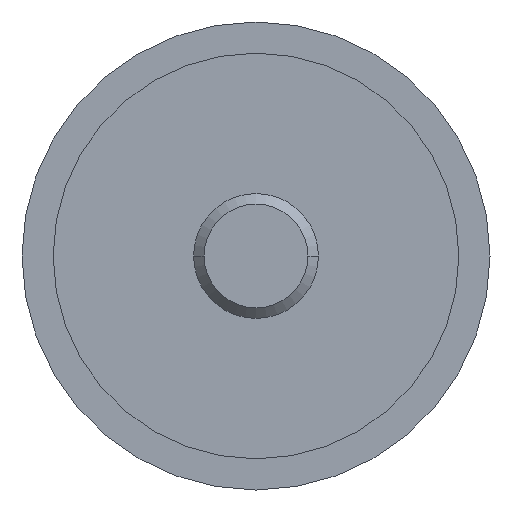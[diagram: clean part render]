
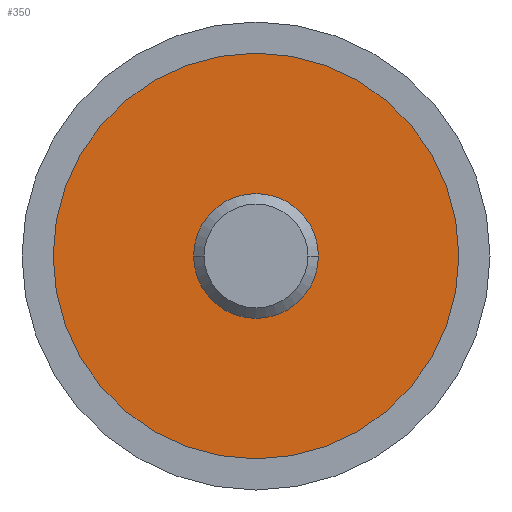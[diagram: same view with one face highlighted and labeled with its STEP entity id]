
A CAD part, front view. The second image highlights one B-rep face of the part: STEP entity #350.
In plain terms, the highlighted planar face has unit normal (0, -1, 0).
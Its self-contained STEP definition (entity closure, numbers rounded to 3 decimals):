
#158=EDGE_CURVE('',#340,#222,#403,.T.);
#178=VERTEX_POINT('',#425);
#200=EDGE_CURVE('',#286,#178,#449,.T.);
#216=EDGE_CURVE('',#222,#340,#468,.T.);
#222=VERTEX_POINT('',#474);
#286=VERTEX_POINT('',#550);
#340=VERTEX_POINT('',#612);
#350=ADVANCED_FACE('',(#623,#624),#625,.T.);
#360=EDGE_CURVE('',#178,#286,#635,.T.);
#403=CIRCLE('',#681,4.0);
#425=CARTESIAN_POINT('',(13.0,0.0,0.0));
#449=CIRCLE('',#743,13.0);
#468=CIRCLE('',#765,4.0);
#474=CARTESIAN_POINT('',(-4.0,0.0,0.));
#550=CARTESIAN_POINT('',(-13.0,0.0,0.));
#612=CARTESIAN_POINT('',(4.0,0.0,0.));
#623=FACE_BOUND('',#956,.T.);
#624=FACE_OUTER_BOUND('',#957,.T.);
#625=PLANE('',#958);
#635=CIRCLE('',#970,13.0);
#681=AXIS2_PLACEMENT_3D('',#991,#992,#993);
#743=AXIS2_PLACEMENT_3D('',#1046,#1047,#1048);
#765=AXIS2_PLACEMENT_3D('',#1079,#1080,#1081);
#956=EDGE_LOOP('',(#1280,#1281));
#957=EDGE_LOOP('',(#1282,#1283));
#958=AXIS2_PLACEMENT_3D('',#1284,#1285,#1286);
#970=AXIS2_PLACEMENT_3D('',#1290,#1291,#1292);
#991=CARTESIAN_POINT('',(0.0,0.0,0.0));
#992=DIRECTION('',(-0.0,1.0,0.0));
#993=DIRECTION('',(1.0,0.0,0.0));
#1046=CARTESIAN_POINT('',(0.0,0.0,0.0));
#1047=DIRECTION('',(0.0,-1.0,0.0));
#1048=DIRECTION('',(1.0,0.0,0.0));
#1079=CARTESIAN_POINT('',(0.0,0.0,0.0));
#1080=DIRECTION('',(-0.0,1.0,0.0));
#1081=DIRECTION('',(1.0,0.0,0.0));
#1280=ORIENTED_EDGE('',*,*,#216,.T.);
#1281=ORIENTED_EDGE('',*,*,#158,.T.);
#1282=ORIENTED_EDGE('',*,*,#360,.T.);
#1283=ORIENTED_EDGE('',*,*,#200,.T.);
#1284=CARTESIAN_POINT('',(0.0,0.0,0.0));
#1285=DIRECTION('',(0.0,-1.0,0.0));
#1286=DIRECTION('',(-1.0,0.0,0.0));
#1290=CARTESIAN_POINT('',(0.0,0.0,0.0));
#1291=DIRECTION('',(0.0,-1.0,0.0));
#1292=DIRECTION('',(1.0,0.0,0.0));
